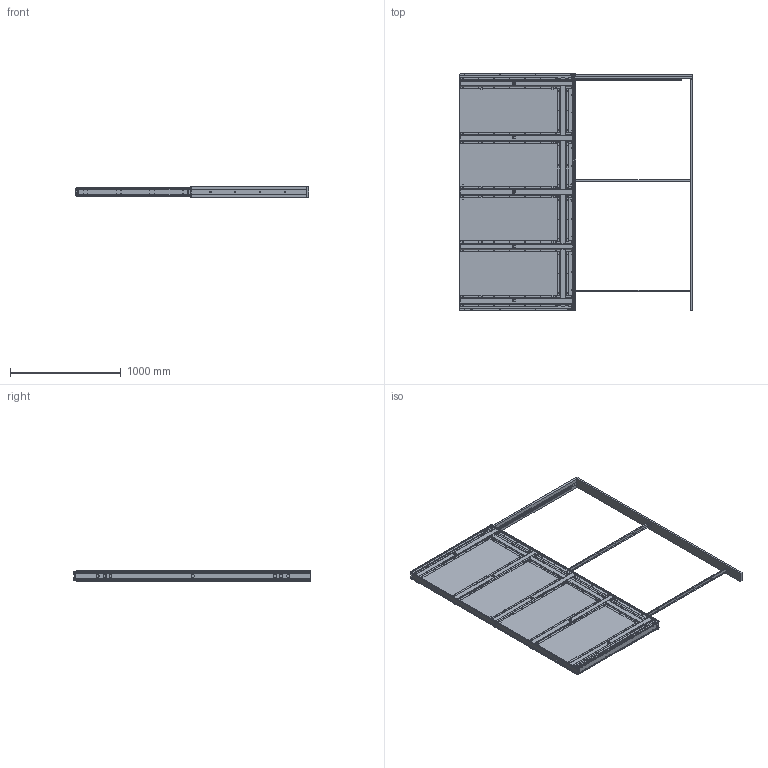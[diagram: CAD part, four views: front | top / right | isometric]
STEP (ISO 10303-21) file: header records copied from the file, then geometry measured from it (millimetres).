
FILE_DESCRIPTION(/* description */ (''),/* implementation_level */ '2;1');
FILE_NAME(/* name */ 'SAF-INSIDE100.stp',/* time_stamp */ '2019-08-12T13:53:05+02:00',/* author */ ('Marc'),/* organization */ (''),/* preprocessor_version */ 'ST-DEVELOPER v17.2',/* originating_system */ 'Autodesk Inventor 2019',/* authorisation */ '');
FILE_SCHEMA (('AUTOMOTIVE_DESIGN { 1 0 10303 214 3 1 1 }'));
Products named in the file (16): SAFINSIDE 1000 MANTION S4P4; 22558_A; 22540; 22551; 22581; 22584; 22578; 22587; 22547; 22552; 22532; 22554; 22590_A; 22555; 22593; 11145_188
Assembly tree (36 placements, depth 2):
  SAFINSIDE 1000 MANTION S4P4
    22558_A  x2
    22540
    22547  x2
    22551
    22581
    22584
    22578  x2
    22587
    22552
    22532
    22554  x2
    22590_A  x10
    22555  x8
    22593  x2
    11145_188
Bounding box: 2109.39 x 2137.6 x 95 mm (x, y, z)
Volume: 12809615.5 mm3; surface area: 16138955.5 mm2
Topology: 38 solids, 38 shells, 6534 faces, 17828 edges, 11666 vertices
Faces by surface type: plane 5626, cylinder 767, bspline 138, cone 3
Full cylindrical faces by diameter (mm): 2.5 x6, 4 x4, 4.5 x3, 4.8 x16, 5 x8, 5.05 x1, 6 x8, 28 x3
Entity records: 69011 total; most frequent: CARTESIAN_POINT 12605, ORIENTED_EDGE 11782, DIRECTION 11072, EDGE_CURVE 5891, LINE 4978, VECTOR 4978, VERTEX_POINT 3800, AXIS2_PLACEMENT_3D 3047
